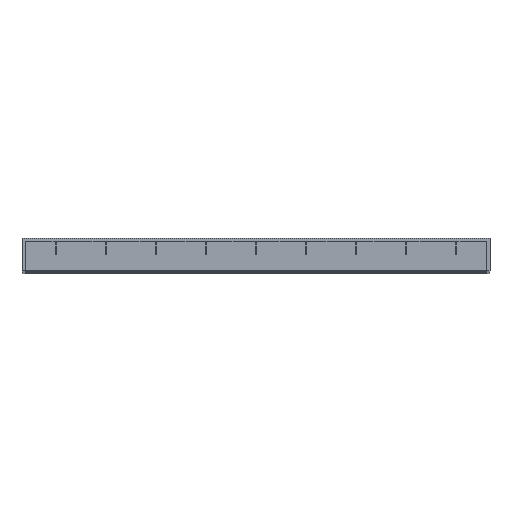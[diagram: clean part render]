
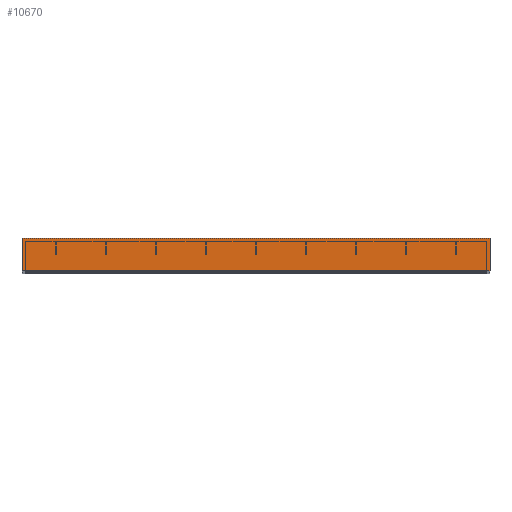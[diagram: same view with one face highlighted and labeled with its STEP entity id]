
A CAD part, top view. The second image highlights one B-rep face of the part: STEP entity #10670.
In plain terms, the highlighted planar face has unit normal (0, 0, 1).
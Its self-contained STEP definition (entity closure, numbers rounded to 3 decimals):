
#432 = CARTESIAN_POINT ( 'NONE',  ( 290., 10., 0. ) ) ;
#1309 = FACE_OUTER_BOUND ( 'NONE', #3203, .T. ) ;
#2781 = ORIENTED_EDGE ( 'NONE', *, *, #12726, .F. ) ;
#3195 = ORIENTED_EDGE ( 'NONE', *, *, #26870, .F. ) ;
#3203 = EDGE_LOOP ( 'NONE', ( #4451, #2781, #29762, #3195 ) ) ;
#3808 = VERTEX_POINT ( 'NONE', #432 ) ;
#3811 = CARTESIAN_POINT ( 'NONE',  ( 0., 10., 0. ) ) ;
#3903 = VECTOR ( 'NONE', #8545, 1000. ) ;
#4451 = ORIENTED_EDGE ( 'NONE', *, *, #39074, .T. ) ;
#6354 = EDGE_CURVE ( 'NONE', #39121, #11732, #46309, .T. ) ;
#8545 = DIRECTION ( 'NONE',  ( 0., -1., 0. ) ) ;
#10670 = ADVANCED_FACE ( 'NONE', ( #1309 ), #35363, .F. ) ;
#11342 = VECTOR ( 'NONE', #13859, 1000. ) ;
#11679 = CARTESIAN_POINT ( 'NONE',  ( 290., 10., 0. ) ) ;
#11732 = VERTEX_POINT ( 'NONE', #31600 ) ;
#12726 = EDGE_CURVE ( 'NONE', #11732, #39852, #25084, .T. ) ;
#13859 = DIRECTION ( 'NONE',  ( -1., 0., 0. ) ) ;
#14318 = CARTESIAN_POINT ( 'NONE',  ( 290., -10., 0. ) ) ;
#14402 = VECTOR ( 'NONE', #28868, 1000. ) ;
#15705 = CARTESIAN_POINT ( 'NONE',  ( 0., -10., 0. ) ) ;
#17186 = CARTESIAN_POINT ( 'NONE',  ( 290., 10., 0. ) ) ;
#22875 = CARTESIAN_POINT ( 'NONE',  ( 0., 10., 0. ) ) ;
#25084 = B_SPLINE_CURVE_WITH_KNOTS ( 'NONE', 3,
 ( #15705, #26800, #41050, #22875 ),
 .UNSPECIFIED., .F., .F.,
 ( 4, 4 ),
 ( 0., 1. ),
 .UNSPECIFIED. ) ;
#25282 = CARTESIAN_POINT ( 'NONE',  ( 290., -10., 0. ) ) ;
#26800 = CARTESIAN_POINT ( 'NONE',  ( 0., -3.333, 0. ) ) ;
#26870 = EDGE_CURVE ( 'NONE', #3808, #39121, #38561, .T. ) ;
#28868 = DIRECTION ( 'NONE',  ( -1., 0., 0. ) ) ;
#29762 = ORIENTED_EDGE ( 'NONE', *, *, #6354, .F. ) ;
#31600 = CARTESIAN_POINT ( 'NONE',  ( 0., -10., 0. ) ) ;
#32064 = DIRECTION ( 'NONE',  ( 0., 0., -1. ) ) ;
#34272 = LINE ( 'NONE', #38723, #11342 ) ;
#35363 = PLANE ( 'NONE',  #40394 ) ;
#38561 = LINE ( 'NONE', #11679, #3903 ) ;
#38723 = CARTESIAN_POINT ( 'NONE',  ( 290., 10., 0. ) ) ;
#39074 = EDGE_CURVE ( 'NONE', #3808, #39852, #34272, .T. ) ;
#39121 = VERTEX_POINT ( 'NONE', #14318 ) ;
#39852 = VERTEX_POINT ( 'NONE', #3811 ) ;
#40394 = AXIS2_PLACEMENT_3D ( 'NONE', #17186, #32064, #42222 ) ;
#41050 = CARTESIAN_POINT ( 'NONE',  ( 0., 3.333, 0. ) ) ;
#42222 = DIRECTION ( 'NONE',  ( 0., 1., 0. ) ) ;
#46309 = LINE ( 'NONE', #25282, #14402 ) ;
